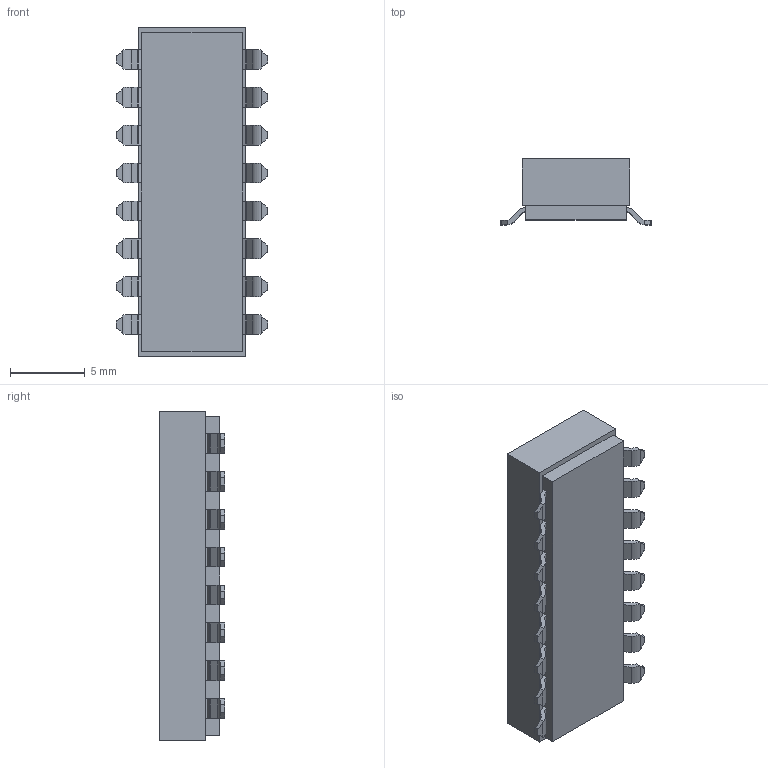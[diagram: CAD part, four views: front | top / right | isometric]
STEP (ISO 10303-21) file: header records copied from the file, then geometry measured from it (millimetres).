
FILE_DESCRIPTION((''),'2;1');
FILE_NAME('90HBW08PT_SW0001','2014-10-02T',('gdreher'),(''),'PRO/ENGINEER BY PARAMETRIC TECHNOLOGY CORPORATION, 2011490','PRO/ENGINEER BY PARAMETRIC TECHNOLOGY CORPORATION, 2011490','');
FILE_SCHEMA(('CONFIG_CONTROL_DESIGN'));
Length unit declared in the file: inch
Products named in the file (1): 90HBW08PT_SW0001
Bounding box: 10.16 x 4.39 x 22.1 mm (x, y, z)
Surface area: 786.6 mm2 (no closed solid volume)
Topology: 0 solids, 26 shells, 420 faces, 1488 edges, 1080 vertices
Faces by surface type: plane 340, cylinder 80
Entity records: 15674 total; most frequent: CARTESIAN_POINT 3088, ORIENTED_EDGE 2488, DIRECTION 2424, EDGE_CURVE 1488, VECTOR 1264, LINE 1264, VERTEX_POINT 1080, AXIS2_PLACEMENT_3D 580
